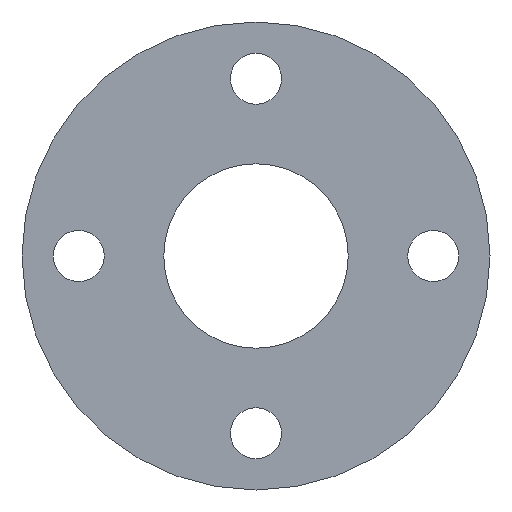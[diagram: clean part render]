
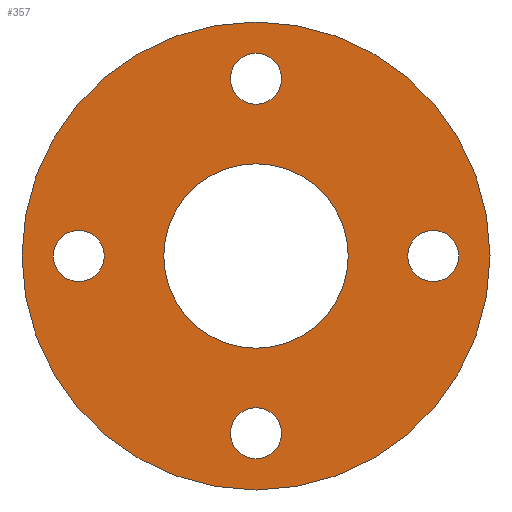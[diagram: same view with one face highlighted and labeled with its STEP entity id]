
A CAD part, front view. The second image highlights one B-rep face of the part: STEP entity #357.
In plain terms, the highlighted planar face has unit normal (0, -1, 0).
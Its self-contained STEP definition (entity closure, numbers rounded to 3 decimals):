
#4 = VERTEX_POINT ( 'NONE', #118 ) ;
#7 = VERTEX_POINT ( 'NONE', #337 ) ;
#16 = FACE_BOUND ( 'NONE', #483, .T. ) ;
#36 = DIRECTION ( 'NONE',  ( 0., -1., 0. ) ) ;
#41 = AXIS2_PLACEMENT_3D ( 'NONE', #594, #220, #81 ) ;
#42 = EDGE_CURVE ( 'NONE', #236, #141, #380, .T. ) ;
#53 = CARTESIAN_POINT ( 'NONE',  ( 0., 0., 82.5 ) ) ;
#54 = ORIENTED_EDGE ( 'NONE', *, *, #484, .F. ) ;
#55 = EDGE_CURVE ( 'NONE', #300, #4, #581, .T. ) ;
#67 = CIRCLE ( 'NONE', #477, 9. ) ;
#72 = AXIS2_PLACEMENT_3D ( 'NONE', #392, #159, #519 ) ;
#78 = CARTESIAN_POINT ( 'NONE',  ( -62.5, 0., 9. ) ) ;
#79 = ORIENTED_EDGE ( 'NONE', *, *, #246, .F. ) ;
#81 = DIRECTION ( 'NONE',  ( 0., 0., 1. ) ) ;
#89 = CIRCLE ( 'NONE', #336, 9. ) ;
#100 = ORIENTED_EDGE ( 'NONE', *, *, #55, .T. ) ;
#107 = AXIS2_PLACEMENT_3D ( 'NONE', #275, #550, #457 ) ;
#112 = CARTESIAN_POINT ( 'NONE',  ( 0., 0., 0. ) ) ;
#118 = CARTESIAN_POINT ( 'NONE',  ( 0., 0., 32.5 ) ) ;
#119 = CIRCLE ( 'NONE', #41, 82.5 ) ;
#127 = DIRECTION ( 'NONE',  ( 0., 0., 1. ) ) ;
#134 = DIRECTION ( 'NONE',  ( 0., -1., 0. ) ) ;
#136 = EDGE_LOOP ( 'NONE', ( #355, #445 ) ) ;
#137 = DIRECTION ( 'NONE',  ( 0., -1., 0. ) ) ;
#141 = VERTEX_POINT ( 'NONE', #587 ) ;
#143 = EDGE_CURVE ( 'NONE', #147, #309, #89, .T. ) ;
#147 = VERTEX_POINT ( 'NONE', #225 ) ;
#151 = AXIS2_PLACEMENT_3D ( 'NONE', #318, #137, #230 ) ;
#159 = DIRECTION ( 'NONE',  ( 0., 1., 0. ) ) ;
#160 = CIRCLE ( 'NONE', #107, 9. ) ;
#165 = CARTESIAN_POINT ( 'NONE',  ( 62.5, 0., -9. ) ) ;
#167 = CIRCLE ( 'NONE', #549, 32.5 ) ;
#171 = EDGE_CURVE ( 'NONE', #579, #473, #160, .T. ) ;
#183 = EDGE_LOOP ( 'NONE', ( #79, #431 ) ) ;
#185 = CARTESIAN_POINT ( 'NONE',  ( 62.5, 0., 0. ) ) ;
#186 = CIRCLE ( 'NONE', #304, 9. ) ;
#194 = CIRCLE ( 'NONE', #400, 9. ) ;
#203 = FACE_BOUND ( 'NONE', #279, .T. ) ;
#218 = CARTESIAN_POINT ( 'NONE',  ( 0., 0., 71.5 ) ) ;
#220 = DIRECTION ( 'NONE',  ( 0., 1., 0. ) ) ;
#224 = AXIS2_PLACEMENT_3D ( 'NONE', #367, #453, #443 ) ;
#225 = CARTESIAN_POINT ( 'NONE',  ( 0., 0., -53.5 ) ) ;
#227 = CARTESIAN_POINT ( 'NONE',  ( -62.5, 0., 0. ) ) ;
#230 = DIRECTION ( 'NONE',  ( 0., 0., -1. ) ) ;
#236 = VERTEX_POINT ( 'NONE', #409 ) ;
#238 = DIRECTION ( 'NONE',  ( 0., 0., -1. ) ) ;
#246 = EDGE_CURVE ( 'NONE', #473, #579, #186, .T. ) ;
#248 = CIRCLE ( 'NONE', #224, 9. ) ;
#250 = DIRECTION ( 'NONE',  ( 0., 0., -1. ) ) ;
#275 = CARTESIAN_POINT ( 'NONE',  ( 62.5, 0., 0. ) ) ;
#277 = DIRECTION ( 'NONE',  ( 0., 1., 0. ) ) ;
#279 = EDGE_LOOP ( 'NONE', ( #463, #100 ) ) ;
#284 = FACE_BOUND ( 'NONE', #183, .T. ) ;
#285 = ORIENTED_EDGE ( 'NONE', *, *, #42, .F. ) ;
#291 = CARTESIAN_POINT ( 'NONE',  ( 0., 0., -32.5 ) ) ;
#292 = ORIENTED_EDGE ( 'NONE', *, *, #536, .F. ) ;
#296 = CIRCLE ( 'NONE', #488, 9. ) ;
#298 = DIRECTION ( 'NONE',  ( 0., 0., 1. ) ) ;
#300 = VERTEX_POINT ( 'NONE', #291 ) ;
#303 = ORIENTED_EDGE ( 'NONE', *, *, #143, .F. ) ;
#304 = AXIS2_PLACEMENT_3D ( 'NONE', #185, #134, #250 ) ;
#309 = VERTEX_POINT ( 'NONE', #333 ) ;
#318 = CARTESIAN_POINT ( 'NONE',  ( 0., 0., 62.5 ) ) ;
#325 = CARTESIAN_POINT ( 'NONE',  ( 0., 0., -62.5 ) ) ;
#333 = CARTESIAN_POINT ( 'NONE',  ( 0., 0., -71.5 ) ) ;
#336 = AXIS2_PLACEMENT_3D ( 'NONE', #325, #450, #407 ) ;
#337 = CARTESIAN_POINT ( 'NONE',  ( -62.5, 0., -9. ) ) ;
#346 = CARTESIAN_POINT ( 'NONE',  ( 0., 0., 53.5 ) ) ;
#355 = ORIENTED_EDGE ( 'NONE', *, *, #544, .F. ) ;
#357 = ADVANCED_FACE ( 'NONE', ( #426, #284, #466, #16, #203, #384 ), #559, .T. ) ;
#358 = DIRECTION ( 'NONE',  ( 0., 0., -1. ) ) ;
#367 = CARTESIAN_POINT ( 'NONE',  ( -62.5, 0., 0. ) ) ;
#380 = CIRCLE ( 'NONE', #494, 82.5 ) ;
#384 = FACE_OUTER_BOUND ( 'NONE', #444, .T. ) ;
#392 = CARTESIAN_POINT ( 'NONE',  ( 0., 0., 0. ) ) ;
#400 = AXIS2_PLACEMENT_3D ( 'NONE', #456, #412, #358 ) ;
#401 = DIRECTION ( 'NONE',  ( 0., 0., -1. ) ) ;
#402 = VERTEX_POINT ( 'NONE', #78 ) ;
#407 = DIRECTION ( 'NONE',  ( 0., 0., -1. ) ) ;
#409 = CARTESIAN_POINT ( 'NONE',  ( 0., 0., 82.5 ) ) ;
#412 = DIRECTION ( 'NONE',  ( 0., -1., 0. ) ) ;
#415 = ORIENTED_EDGE ( 'NONE', *, *, #590, .F. ) ;
#423 = EDGE_LOOP ( 'NONE', ( #415, #303 ) ) ;
#426 = FACE_BOUND ( 'NONE', #423, .T. ) ;
#428 = VERTEX_POINT ( 'NONE', #346 ) ;
#431 = ORIENTED_EDGE ( 'NONE', *, *, #171, .F. ) ;
#442 = VERTEX_POINT ( 'NONE', #218 ) ;
#443 = DIRECTION ( 'NONE',  ( 0., 0., -1. ) ) ;
#444 = EDGE_LOOP ( 'NONE', ( #285, #54 ) ) ;
#445 = ORIENTED_EDGE ( 'NONE', *, *, #526, .F. ) ;
#450 = DIRECTION ( 'NONE',  ( 0., -1., 0. ) ) ;
#453 = DIRECTION ( 'NONE',  ( 0., -1., 0. ) ) ;
#456 = CARTESIAN_POINT ( 'NONE',  ( 0., 0., -62.5 ) ) ;
#457 = DIRECTION ( 'NONE',  ( 0., 0., -1. ) ) ;
#463 = ORIENTED_EDGE ( 'NONE', *, *, #580, .T. ) ;
#466 = FACE_BOUND ( 'NONE', #136, .T. ) ;
#473 = VERTEX_POINT ( 'NONE', #165 ) ;
#477 = AXIS2_PLACEMENT_3D ( 'NONE', #545, #538, #497 ) ;
#483 = EDGE_LOOP ( 'NONE', ( #547, #292 ) ) ;
#484 = EDGE_CURVE ( 'NONE', #141, #236, #119, .T. ) ;
#488 = AXIS2_PLACEMENT_3D ( 'NONE', #227, #36, #401 ) ;
#491 = AXIS2_PLACEMENT_3D ( 'NONE', #53, #563, #238 ) ;
#494 = AXIS2_PLACEMENT_3D ( 'NONE', #112, #560, #298 ) ;
#497 = DIRECTION ( 'NONE',  ( 0., 0., -1. ) ) ;
#519 = DIRECTION ( 'NONE',  ( 0., 0., 1. ) ) ;
#526 = EDGE_CURVE ( 'NONE', #442, #428, #584, .T. ) ;
#536 = EDGE_CURVE ( 'NONE', #402, #7, #248, .T. ) ;
#538 = DIRECTION ( 'NONE',  ( 0., -1., 0. ) ) ;
#544 = EDGE_CURVE ( 'NONE', #428, #442, #67, .T. ) ;
#545 = CARTESIAN_POINT ( 'NONE',  ( 0., 0., 62.5 ) ) ;
#547 = ORIENTED_EDGE ( 'NONE', *, *, #565, .F. ) ;
#549 = AXIS2_PLACEMENT_3D ( 'NONE', #578, #277, #127 ) ;
#550 = DIRECTION ( 'NONE',  ( 0., -1., 0. ) ) ;
#559 = PLANE ( 'NONE',  #491 ) ;
#560 = DIRECTION ( 'NONE',  ( 0., 1., 0. ) ) ;
#563 = DIRECTION ( 'NONE',  ( 0., -1., 0. ) ) ;
#565 = EDGE_CURVE ( 'NONE', #7, #402, #296, .T. ) ;
#578 = CARTESIAN_POINT ( 'NONE',  ( 0., 0., 0. ) ) ;
#579 = VERTEX_POINT ( 'NONE', #586 ) ;
#580 = EDGE_CURVE ( 'NONE', #4, #300, #167, .T. ) ;
#581 = CIRCLE ( 'NONE', #72, 32.5 ) ;
#584 = CIRCLE ( 'NONE', #151, 9. ) ;
#586 = CARTESIAN_POINT ( 'NONE',  ( 62.5, 0., 9. ) ) ;
#587 = CARTESIAN_POINT ( 'NONE',  ( 0., 0., -82.5 ) ) ;
#590 = EDGE_CURVE ( 'NONE', #309, #147, #194, .T. ) ;
#594 = CARTESIAN_POINT ( 'NONE',  ( 0., 0., 0. ) ) ;
